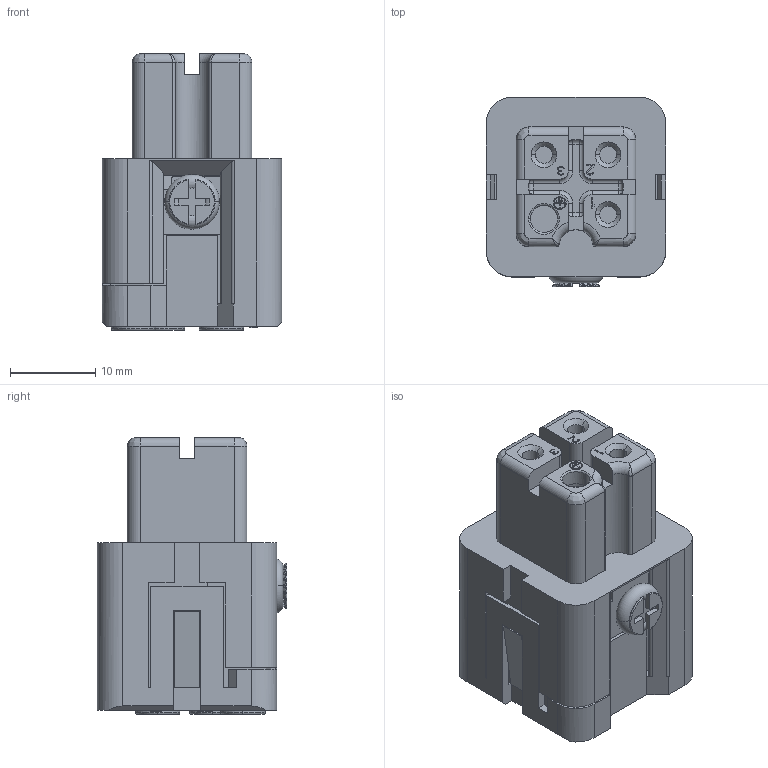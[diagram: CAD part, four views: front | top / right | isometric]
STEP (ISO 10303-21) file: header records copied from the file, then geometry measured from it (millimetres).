
FILE_DESCRIPTION((''),'2;1');
FILE_NAME('MU-F2_82','2017-07-01T',('tl.yang'),(''),'PRO/ENGINEER BY PARAMETRIC TECHNOLOGY CORPORATION, 2011500','PRO/ENGINEER BY PARAMETRIC TECHNOLOGY CORPORATION, 2011500','');
FILE_SCHEMA(('CONFIG_CONTROL_DESIGN'));
Length unit declared in the file: millimetre
Products named in the file (1): MU-F2_82
Bounding box: 21 x 22.16 x 32.4 mm (x, y, z)
Volume: 9325.7 mm3; surface area: 5176.4 mm2
Topology: 1 solids, 3 shells, 659 faces, 1829 edges, 1198 vertices
Faces by surface type: plane 441, cylinder 117, bspline 42, cone 26, torus 23, sphere 10
Entity records: 22079 total; most frequent: CARTESIAN_POINT 5379, ORIENTED_EDGE 3638, DIRECTION 3214, EDGE_CURVE 1819, VECTOR 1282, LINE 1282, VERTEX_POINT 1198, AXIS2_PLACEMENT_3D 966
